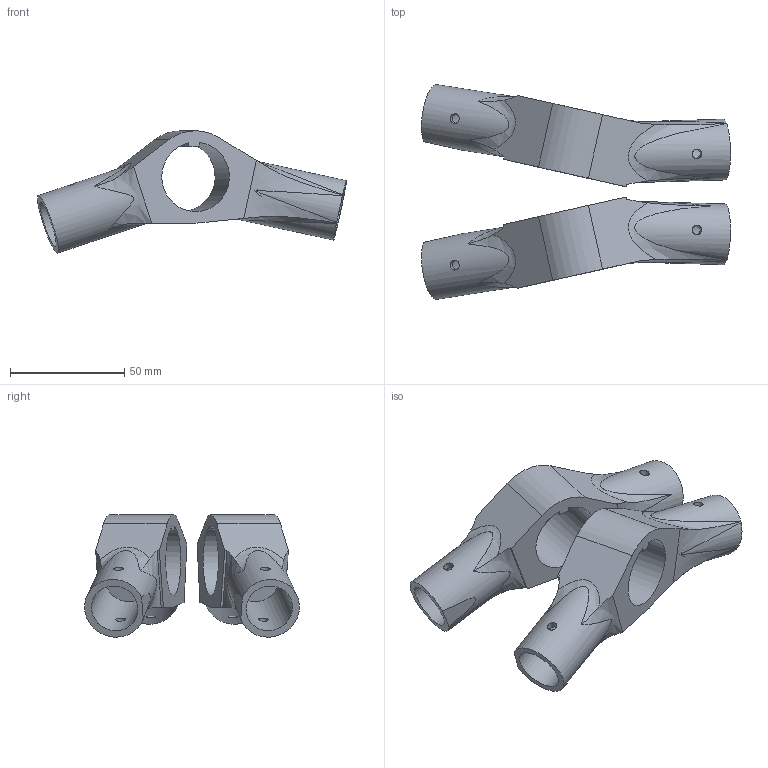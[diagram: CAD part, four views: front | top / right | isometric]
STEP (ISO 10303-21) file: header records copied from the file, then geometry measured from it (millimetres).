
FILE_DESCRIPTION(/* description */ (''),/* implementation_level */ '2;1');
FILE_NAME(/* name */ 'Suspension 1 v32.stp',/* time_stamp */ '2020-12-05T17:53:13+01:00',/* author */ (''),/* organization */ (''),/* preprocessor_version */ 'ST-DEVELOPER v18.1',/* originating_system */ 'Autodesk Translation Framework v9.3.0.1241',/* authorisation */ '');
FILE_SCHEMA (('AUTOMOTIVE_DESIGN { 1 0 10303 214 3 1 1 }'));
Length unit declared in the file: millimetre
Products named in the file (3): Suspension 1; Suspension 1 - Right; Suspension 1 - Left
Assembly tree (2 placements, depth 2):
  Suspension 1
    Suspension 1 - Right
    Suspension 1 - Left
Bounding box: 135.03 x 93.82 x 53.47 mm (x, y, z)
Volume: 99579 mm3; surface area: 42954.4 mm2
Topology: 2 solids, 2 shells, 72 faces, 242 edges, 172 vertices
Faces by surface type: plane 32, cylinder 24, bspline 16
Full cylindrical faces by diameter (mm): 4.2 x8, 20.55 x4, 26.55 x2
Entity records: 4745 total; most frequent: CARTESIAN_POINT 2705, ORIENTED_EDGE 484, DIRECTION 304, EDGE_CURVE 242, VERTEX_POINT 172, AXIS2_PLACEMENT_3D 109, B_SPLINE_CURVE_WITH_KNOTS 108, EDGE_LOOP 90
